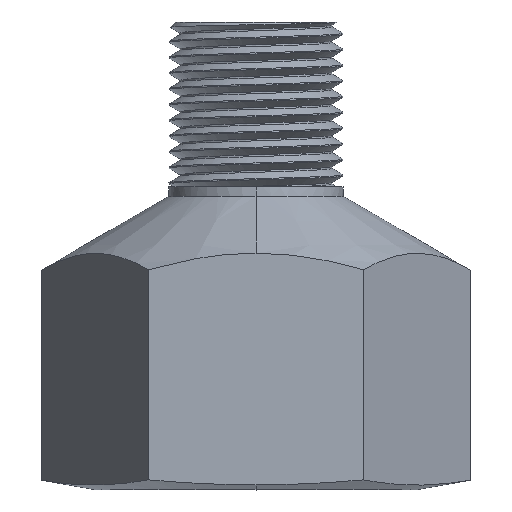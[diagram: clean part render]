
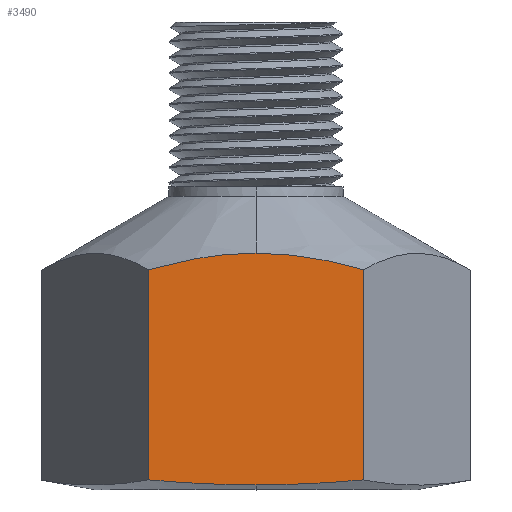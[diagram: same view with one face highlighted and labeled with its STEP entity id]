
A CAD part, top view. The second image highlights one B-rep face of the part: STEP entity #3490.
In plain terms, the highlighted planar face has unit normal (0, 0, 1).
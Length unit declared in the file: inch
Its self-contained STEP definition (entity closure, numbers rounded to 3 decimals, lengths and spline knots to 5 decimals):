
#117 = CARTESIAN_POINT ( 'NONE',  ( 0., 0.01053, 0.4375 ) ) ;
#120 = DIRECTION ( 'NONE',  ( 0., -1., 0. ) ) ;
#300 = DIRECTION ( 'NONE',  ( -1., 0., 0. ) ) ;
#317 = ORIENTED_EDGE ( 'NONE', *, *, #708, .F. ) ;
#322 = EDGE_CURVE ( 'NONE', #2989, #2012, #3272, .T. ) ;
#515 = ORIENTED_EDGE ( 'NONE', *, *, #1289, .F. ) ;
#570 = CARTESIAN_POINT ( 'NONE',  ( 0.25259, 0.51669, 0.4375 ) ) ;
#664 = EDGE_CURVE ( 'NONE', #676, #3320, #1019, .T. ) ;
#676 = VERTEX_POINT ( 'NONE', #570 ) ;
#697 = EDGE_CURVE ( 'NONE', #2989, #4221, #746, .T. ) ;
#708 = EDGE_CURVE ( 'NONE', #4207, #4221, #2176, .T. ) ;
#729 = PLANE ( 'NONE',  #2211 ) ;
#746 = LINE ( 'NONE', #2703, #5032 ) ;
#767 = CARTESIAN_POINT ( 'NONE',  ( 0., 0.55577, 0.4375 ) ) ;
#998 = DIRECTION ( 'NONE',  ( 0., -1., 0. ) ) ;
#1019 = LINE ( 'NONE', #2270, #5166 ) ;
#1188 = CARTESIAN_POINT ( 'NONE',  ( 0.08563, 0.55203, 0.4375 ) ) ;
#1195 = ORIENTED_EDGE ( 'NONE', *, *, #664, .F. ) ;
#1289 = EDGE_CURVE ( 'NONE', #3320, #4207, #2771, .T. ) ;
#1379 = CARTESIAN_POINT ( 'NONE',  ( 0.16856, 0.01506, 0.4375 ) ) ;
#1594 = CARTESIAN_POINT ( 'NONE',  ( 0., 0.01053, 0.4375 ) ) ;
#1631 = CARTESIAN_POINT ( 'NONE',  ( 0.21133, 0.5286, 0.4375 ) ) ;
#1854 = CARTESIAN_POINT ( 'NONE',  ( -0.25259, 0.02246, 0.4375 ) ) ;
#1964 = CARTESIAN_POINT ( 'NONE',  ( 0., 0.55577, 0.4375 ) ) ;
#1972 = CARTESIAN_POINT ( 'NONE',  ( -0.04311, 0.55577, 0.4375 ) ) ;
#1987 = CARTESIAN_POINT ( 'NONE',  ( -0.08563, 0.55203, 0.4375 ) ) ;
#2004 = CARTESIAN_POINT ( 'NONE',  ( -0.16974, 0.53843, 0.4375 ) ) ;
#2012 = VERTEX_POINT ( 'NONE', #4165 ) ;
#2076 = CARTESIAN_POINT ( 'NONE',  ( -0.25259, 0.51669, 0.4375 ) ) ;
#2096 = CARTESIAN_POINT ( 'NONE',  ( -0.21133, 0.5286, 0.4375 ) ) ;
#2176 = B_SPLINE_CURVE_WITH_KNOTS ( 'NONE', 3,
 ( #4348, #2248, #3120, #1854 ),
 .UNSPECIFIED., .F., .F.,
 ( 4, 4 ),
 ( 0., 0.00642 ),
 .UNSPECIFIED. ) ;
#2211 = AXIS2_PLACEMENT_3D ( 'NONE', #5293, #2879, #300 ) ;
#2248 = CARTESIAN_POINT ( 'NONE',  ( -0.08438, 0.01053, 0.4375 ) ) ;
#2270 = CARTESIAN_POINT ( 'NONE',  ( 0.25259, 1.1, 0.4375 ) ) ;
#2410 = ORIENTED_EDGE ( 'NONE', *, *, #322, .F. ) ;
#2700 = CARTESIAN_POINT ( 'NONE',  ( 0.08438, 0.01053, 0.4375 ) ) ;
#2703 = CARTESIAN_POINT ( 'NONE',  ( -0.25259, 1.1, 0.4375 ) ) ;
#2771 = B_SPLINE_CURVE_WITH_KNOTS ( 'NONE', 3,
 ( #4674, #1379, #2700, #117 ),
 .UNSPECIFIED., .F., .F.,
 ( 4, 4 ),
 ( -0.00642, 0. ),
 .UNSPECIFIED. ) ;
#2879 = DIRECTION ( 'NONE',  ( 0., 0., -1. ) ) ;
#2989 = VERTEX_POINT ( 'NONE', #4474 ) ;
#3014 = EDGE_CURVE ( 'NONE', #2012, #676, #4240, .T. ) ;
#3065 = ORIENTED_EDGE ( 'NONE', *, *, #697, .T. ) ;
#3120 = CARTESIAN_POINT ( 'NONE',  ( -0.16856, 0.01506, 0.4375 ) ) ;
#3189 = CARTESIAN_POINT ( 'NONE',  ( 0.25259, 0.02246, 0.4375 ) ) ;
#3195 = FACE_OUTER_BOUND ( 'NONE', #3323, .T. ) ;
#3272 = B_SPLINE_CURVE_WITH_KNOTS ( 'NONE', 3,
 ( #2076, #2096, #2004, #1987, #1972, #1964 ),
 .UNSPECIFIED., .F., .F.,
 ( 4, 2, 4 ),
 ( -0.00649, -0.00325, 0. ),
 .UNSPECIFIED. ) ;
#3308 = CARTESIAN_POINT ( 'NONE',  ( 0.04311, 0.55577, 0.4375 ) ) ;
#3320 = VERTEX_POINT ( 'NONE', #3189 ) ;
#3323 = EDGE_LOOP ( 'NONE', ( #2410, #3065, #317, #515, #1195, #3595 ) ) ;
#3490 = ADVANCED_FACE ( 'NONE', ( #3195 ), #729, .F. ) ;
#3595 = ORIENTED_EDGE ( 'NONE', *, *, #3014, .F. ) ;
#4134 = CARTESIAN_POINT ( 'NONE',  ( 0.16974, 0.53843, 0.4375 ) ) ;
#4165 = CARTESIAN_POINT ( 'NONE',  ( 0., 0.55577, 0.4375 ) ) ;
#4207 = VERTEX_POINT ( 'NONE', #1594 ) ;
#4221 = VERTEX_POINT ( 'NONE', #4894 ) ;
#4240 = B_SPLINE_CURVE_WITH_KNOTS ( 'NONE', 3,
 ( #767, #3308, #1188, #4134, #1631, #4523 ),
 .UNSPECIFIED., .F., .F.,
 ( 4, 2, 4 ),
 ( 0., 0.00325, 0.00649 ),
 .UNSPECIFIED. ) ;
#4348 = CARTESIAN_POINT ( 'NONE',  ( 0., 0.01053, 0.4375 ) ) ;
#4474 = CARTESIAN_POINT ( 'NONE',  ( -0.25259, 0.51669, 0.4375 ) ) ;
#4523 = CARTESIAN_POINT ( 'NONE',  ( 0.25259, 0.51669, 0.4375 ) ) ;
#4674 = CARTESIAN_POINT ( 'NONE',  ( 0.25259, 0.02246, 0.4375 ) ) ;
#4894 = CARTESIAN_POINT ( 'NONE',  ( -0.25259, 0.02246, 0.4375 ) ) ;
#5032 = VECTOR ( 'NONE', #998, 39.37008 ) ;
#5166 = VECTOR ( 'NONE', #120, 39.37008 ) ;
#5293 = CARTESIAN_POINT ( 'NONE',  ( -0.25259, 1.1, 0.4375 ) ) ;
